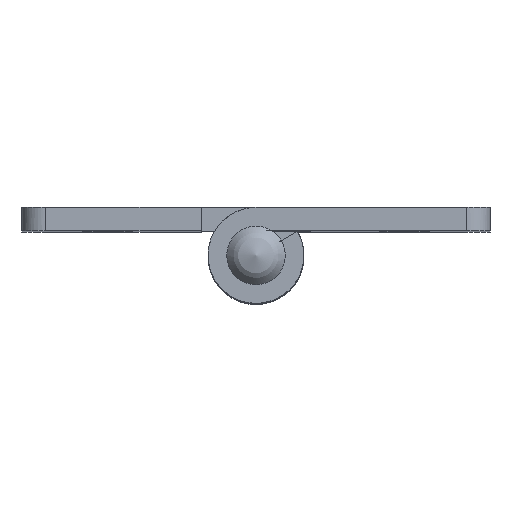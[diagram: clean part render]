
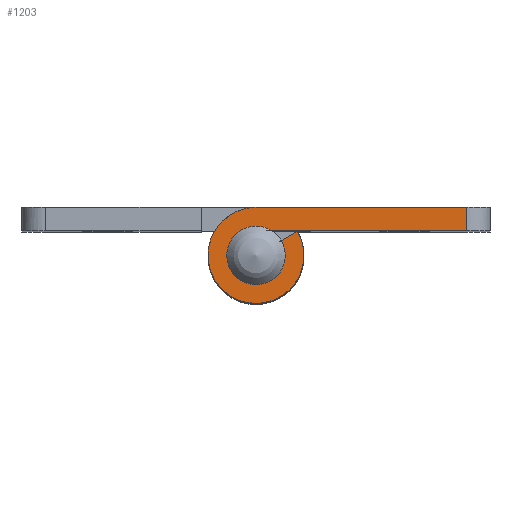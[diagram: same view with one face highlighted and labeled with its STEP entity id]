
A CAD part, top view. The second image highlights one B-rep face of the part: STEP entity #1203.
In plain terms, the highlighted free-form (B-spline) face has degree [1, 1] with [2, 2] control points.
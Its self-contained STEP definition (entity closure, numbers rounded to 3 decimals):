
#604=CARTESIAN_POINT('',(27.0,6.15,90.0));
#605=VERTEX_POINT('',#604);
#621=CARTESIAN_POINT('',(27.0,3.15,90.0));
#622=VERTEX_POINT('',#621);
#623=CARTESIAN_POINT('',(27.0,3.15,90.0));
#624=CARTESIAN_POINT('',(27.0,6.15,90.0));
#625=QUASI_UNIFORM_CURVE('',1,(#623,#624),.UNSPECIFIED.,.F.,.U.);
#626=EDGE_CURVE('',#622,#605,#625,.T.);
#1134=CARTESIAN_POINT('',(-7.806,-6.764,90.0));
#1135=CARTESIAN_POINT('',(28.656,-6.764,90.0));
#1136=CARTESIAN_POINT('',(-7.806,6.764,90.0));
#1137=CARTESIAN_POINT('',(28.656,6.764,90.0));
#1138=B_SPLINE_SURFACE_WITH_KNOTS('',1,1,((#1134,#1136),(#1135,#1137)),.UNSPECIFIED.,.F.,.F.,.U.,(2,2),(2,2),(0.0,36.462),(0.0,13.529),.UNSPECIFIED.);
#1139=CARTESIAN_POINT('',(0.0,3.15,90.0));
#1140=VERTEX_POINT('',#1139);
#1141=CARTESIAN_POINT('',(27.0,3.15,90.0));
#1142=CARTESIAN_POINT('',(0.0,3.15,90.0));
#1143=QUASI_UNIFORM_CURVE('',1,(#1141,#1142),.UNSPECIFIED.,.F.,.U.);
#1144=EDGE_CURVE('',#622,#1140,#1143,.T.);
#1145=ORIENTED_EDGE('',*,*,#1144,.F.);
#1146=ORIENTED_EDGE('',*,*,#626,.T.);
#1147=CARTESIAN_POINT('',(0.,6.15,90.0));
#1148=VERTEX_POINT('',#1147);
#1149=CARTESIAN_POINT('',(0.,6.15,90.0));
#1150=CARTESIAN_POINT('',(27.0,6.15,90.0));
#1151=QUASI_UNIFORM_CURVE('',1,(#1149,#1150),.UNSPECIFIED.,.F.,.U.);
#1152=EDGE_CURVE('',#1148,#605,#1151,.T.);
#1153=ORIENTED_EDGE('',*,*,#1152,.F.);
#1154=CARTESIAN_POINT('',(5.312,3.1,90.0));
#1155=VERTEX_POINT('',#1154);
#1156=CARTESIAN_POINT('',(5.312,3.1,90.0));
#1157=CARTESIAN_POINT('',(7.693,-0.981,90.));
#1158=CARTESIAN_POINT('',(4.364,-4.333,90.0));
#1159=CARTESIAN_POINT('',(1.035,-7.686,90.));
#1160=CARTESIAN_POINT('',(-3.062,-5.333,90.0));
#1161=CARTESIAN_POINT('',(-7.16,-2.98,90.));
#1162=CARTESIAN_POINT('',(-5.942,1.585,90.0));
#1163=CARTESIAN_POINT('',(-4.725,6.15,90.));
#1164=CARTESIAN_POINT('',(0.0,6.15,90.0));
#1172=(BOUNDED_CURVE()B_SPLINE_CURVE(2,(#1156,#1157,#1158,#1159,#1160,#1161,#1162,#1163,#1164),.UNSPECIFIED.,.F.,.U.)B_SPLINE_CURVE_WITH_KNOTS((3,2,2,2,3),(0.0,0.25,0.5,0.75,1.0),.UNSPECIFIED.)CURVE()GEOMETRIC_REPRESENTATION_ITEM()RATIONAL_B_SPLINE_CURVE((1.0,0.793,1.0,0.793,1.0,0.793,1.0,0.793,1.0))REPRESENTATION_ITEM(''));
#1173=EDGE_CURVE('',#1155,#1148,#1172,.T.);
#1174=ORIENTED_EDGE('',*,*,#1173,.F.);
#1175=CARTESIAN_POINT('',(2.721,1.588,90.0));
#1176=VERTEX_POINT('',#1175);
#1177=CARTESIAN_POINT('',(2.721,1.588,90.0));
#1178=CARTESIAN_POINT('',(5.312,3.1,90.0));
#1179=QUASI_UNIFORM_CURVE('',1,(#1177,#1178),.UNSPECIFIED.,.F.,.U.);
#1180=EDGE_CURVE('',#1176,#1155,#1179,.T.);
#1181=ORIENTED_EDGE('',*,*,#1180,.F.);
#1182=CARTESIAN_POINT('',(2.721,1.588,90.0));
#1183=CARTESIAN_POINT('',(3.94,-0.502,90.0));
#1184=CARTESIAN_POINT('',(2.235,-2.22,90.0));
#1185=CARTESIAN_POINT('',(0.53,-3.937,90.0));
#1186=CARTESIAN_POINT('',(-1.569,-2.732,90.0));
#1187=CARTESIAN_POINT('',(-3.667,-1.527,90.0));
#1188=CARTESIAN_POINT('',(-3.044,0.812,90.0));
#1189=CARTESIAN_POINT('',(-2.42,3.15,90.0));
#1190=CARTESIAN_POINT('',(0.0,3.15,90.0));
#1198=(BOUNDED_CURVE()B_SPLINE_CURVE(2,(#1182,#1183,#1184,#1185,#1186,#1187,#1188,#1189,#1190),.UNSPECIFIED.,.F.,.U.)B_SPLINE_CURVE_WITH_KNOTS((3,2,2,2,3),(0.0,0.25,0.5,0.75,1.0),.UNSPECIFIED.)CURVE()GEOMETRIC_REPRESENTATION_ITEM()RATIONAL_B_SPLINE_CURVE((1.0,0.793,1.0,0.793,1.0,0.793,1.0,0.793,1.0))REPRESENTATION_ITEM(''));
#1199=EDGE_CURVE('',#1176,#1140,#1198,.T.);
#1200=ORIENTED_EDGE('',*,*,#1199,.T.);
#1201=EDGE_LOOP('',(#1145,#1146,#1153,#1174,#1181,#1200));
#1202=FACE_OUTER_BOUND('',#1201,.T.);
#1203=ADVANCED_FACE('',(#1202),#1138,.T.);
